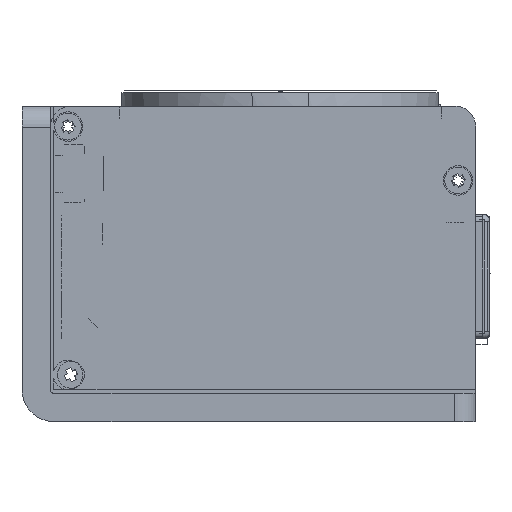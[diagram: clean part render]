
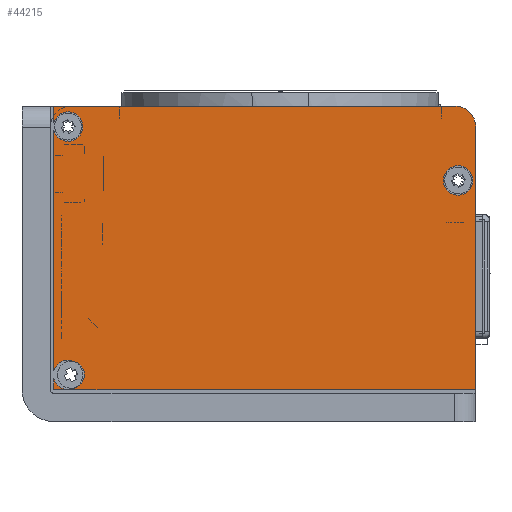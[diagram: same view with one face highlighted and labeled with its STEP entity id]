
A CAD part, front view. The second image highlights one B-rep face of the part: STEP entity #44215.
In plain terms, the highlighted planar face has unit normal (0, -1, 0).
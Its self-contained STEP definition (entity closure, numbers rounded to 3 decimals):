
#1047=FACE_BOUND('',#6950,.T.);
#2606=PLANE('',#47255);
#4666=FACE_OUTER_BOUND('',#6949,.T.);
#6949=EDGE_LOOP('',(#41410,#41411,#41412,#41413,#41414,#41415,#41416,#41417,
#41418));
#6950=EDGE_LOOP('',(#41419));
#7924=CIRCLE('',#47256,2.075);
#7925=CIRCLE('',#47257,2.075);
#7926=CIRCLE('',#47258,3.);
#7927=CIRCLE('',#47259,2.075);
#13266=LINE('',#75059,#18717);
#13267=LINE('',#75063,#18718);
#13268=LINE('',#75065,#18719);
#13269=LINE('',#75067,#18720);
#13270=LINE('',#75071,#18721);
#13271=LINE('',#75072,#18722);
#18717=VECTOR('',#58357,33.894);
#18718=VECTOR('',#58360,1.547);
#18719=VECTOR('',#58361,59.5);
#18720=VECTOR('',#58362,37.);
#18721=VECTOR('',#58365,56.5);
#18722=VECTOR('',#58366,2.347);
#23262=VERTEX_POINT('',#75055);
#23263=VERTEX_POINT('',#75056);
#23264=VERTEX_POINT('',#75058);
#23265=VERTEX_POINT('',#75060);
#23266=VERTEX_POINT('',#75062);
#23267=VERTEX_POINT('',#75064);
#23268=VERTEX_POINT('',#75066);
#23269=VERTEX_POINT('',#75068);
#23270=VERTEX_POINT('',#75070);
#23271=VERTEX_POINT('',#75073);
#29800=EDGE_CURVE('',#23262,#23263,#7924,.T.);
#29801=EDGE_CURVE('',#23262,#23264,#13266,.T.);
#29802=EDGE_CURVE('',#23265,#23264,#7925,.T.);
#29803=EDGE_CURVE('',#23265,#23266,#13267,.T.);
#29804=EDGE_CURVE('',#23266,#23267,#13268,.T.);
#29805=EDGE_CURVE('',#23267,#23268,#13269,.T.);
#29806=EDGE_CURVE('',#23269,#23268,#7926,.T.);
#29807=EDGE_CURVE('',#23269,#23270,#13270,.T.);
#29808=EDGE_CURVE('',#23270,#23263,#13271,.T.);
#29809=EDGE_CURVE('',#23271,#23271,#7927,.T.);
#41410=ORIENTED_EDGE('',*,*,#29800,.F.);
#41411=ORIENTED_EDGE('',*,*,#29801,.T.);
#41412=ORIENTED_EDGE('',*,*,#29802,.F.);
#41413=ORIENTED_EDGE('',*,*,#29803,.T.);
#41414=ORIENTED_EDGE('',*,*,#29804,.T.);
#41415=ORIENTED_EDGE('',*,*,#29805,.T.);
#41416=ORIENTED_EDGE('',*,*,#29806,.F.);
#41417=ORIENTED_EDGE('',*,*,#29807,.T.);
#41418=ORIENTED_EDGE('',*,*,#29808,.T.);
#41419=ORIENTED_EDGE('',*,*,#29809,.F.);
#44215=ADVANCED_FACE('',(#4666,#1047),#2606,.F.);
#47255=AXIS2_PLACEMENT_3D('',#75054,#58353,#58354);
#47256=AXIS2_PLACEMENT_3D('',#75057,#58355,#58356);
#47257=AXIS2_PLACEMENT_3D('',#75061,#58358,#58359);
#47258=AXIS2_PLACEMENT_3D('',#75069,#58363,#58364);
#47259=AXIS2_PLACEMENT_3D('',#75074,#58367,#58368);
#58353=DIRECTION('center_axis',(0.,1.,0.));
#58354=DIRECTION('ref_axis',(-1.,0.,0.));
#58355=DIRECTION('center_axis',(0.,-1.,0.));
#58356=DIRECTION('ref_axis',(-1.,0.,0.));
#58357=DIRECTION('',(0.,0.,-1.));
#58358=DIRECTION('center_axis',(0.,-1.,0.));
#58359=DIRECTION('ref_axis',(-1.,0.,0.));
#58360=DIRECTION('',(0.,0.,-1.));
#58361=DIRECTION('',(1.,0.,0.));
#58362=DIRECTION('',(0.,0.,1.));
#58363=DIRECTION('center_axis',(0.,1.,0.));
#58364=DIRECTION('ref_axis',(0.707,0.,0.707));
#58365=DIRECTION('',(-1.,0.,0.));
#58366=DIRECTION('',(0.,0.,-1.));
#58367=DIRECTION('center_axis',(0.,-1.,0.));
#58368=DIRECTION('ref_axis',(-1.,0.,0.));
#75054=CARTESIAN_POINT('Origin',(0.25,-51.5,20.7));
#75055=CARTESIAN_POINT('',(-29.5,-51.5,38.247));
#75056=CARTESIAN_POINT('',(-29.5,-51.5,39.353));
#75057=CARTESIAN_POINT('Origin',(-27.5,-51.5,38.8));
#75058=CARTESIAN_POINT('',(-29.5,-51.5,4.353));
#75059=CARTESIAN_POINT('',(-29.5,-51.5,41.7));
#75060=CARTESIAN_POINT('',(-29.5,-51.5,3.247));
#75061=CARTESIAN_POINT('Origin',(-27.5,-51.5,3.8));
#75062=CARTESIAN_POINT('',(-29.5,-51.5,1.7));
#75063=CARTESIAN_POINT('',(-29.5,-51.5,41.7));
#75064=CARTESIAN_POINT('',(30.,-51.5,1.7));
#75065=CARTESIAN_POINT('',(-14.625,-51.5,1.7));
#75066=CARTESIAN_POINT('',(30.,-51.5,38.7));
#75067=CARTESIAN_POINT('',(30.,-51.5,-0.3));
#75068=CARTESIAN_POINT('',(27.,-51.5,41.7));
#75069=CARTESIAN_POINT('Origin',(27.,-51.5,38.7));
#75070=CARTESIAN_POINT('',(-29.5,-51.5,41.7));
#75071=CARTESIAN_POINT('',(30.,-51.5,41.7));
#75072=CARTESIAN_POINT('',(-29.5,-51.5,41.7));
#75073=CARTESIAN_POINT('',(29.575,-51.5,31.2));
#75074=CARTESIAN_POINT('Origin',(27.5,-51.5,31.2));
